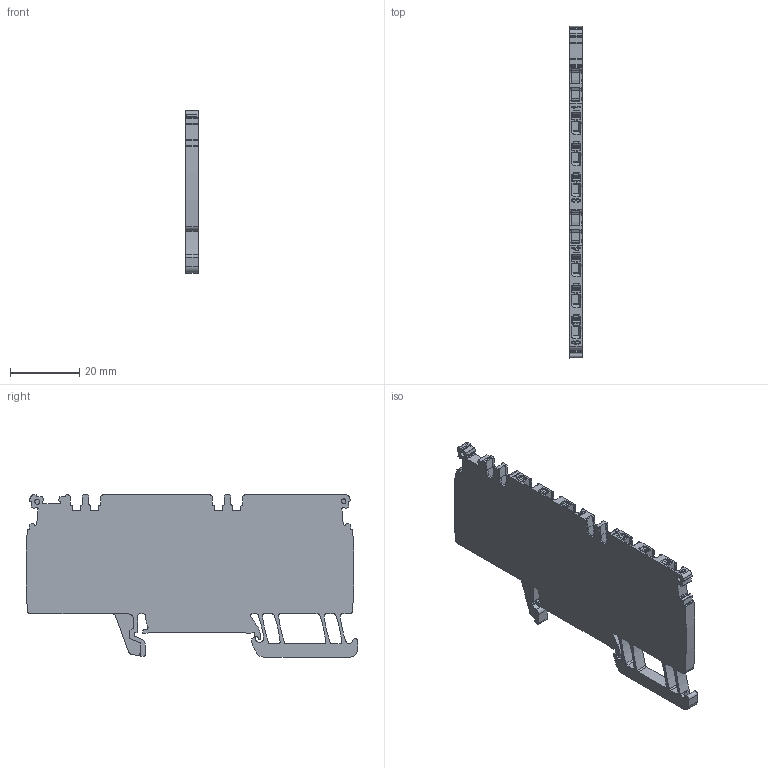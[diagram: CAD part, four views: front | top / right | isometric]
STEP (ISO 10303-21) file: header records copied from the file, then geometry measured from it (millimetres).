
FILE_DESCRIPTION(('CATIA V5 STEP Exchange','CAx-IF Rec.Pracs.--- Model Styling and Organization---1.4--- 2014-01-23'),'2;1');
FILE_NAME ('341318-1_2', '2023-09-07T08:54:36+00:00', ('none'), ('Weidmueller'), 'CATIA Version 5-6 Release 2016 SP3 HF44', 'CATIA V5 STEP AP214', 'none');
FILE_SCHEMA(('AUTOMOTIVE_DESIGN { 1 0 10303 214 1 1 1 1 }'));
Length unit declared in the file: millimetre
Products named in the file (1): 2623920000
Bounding box: 3.5 x 95.8 x 46.8 mm (x, y, z)
Volume: 11250.4 mm3; surface area: 10323.1 mm2
Topology: 7 solids, 11 shells, 1266 faces, 3601 edges, 2312 vertices
Faces by surface type: plane 667, cylinder 497, sphere 59, torus 35, cone 8
Entity records: 40126 total; most frequent: CARTESIAN_POINT 8559, ORIENTED_EDGE 7084, DIRECTION 5586, EDGE_CURVE 3542, VECTOR 2338, LINE 2338, VERTEX_POINT 2312, AXIS2_PLACEMENT_3D 2107
